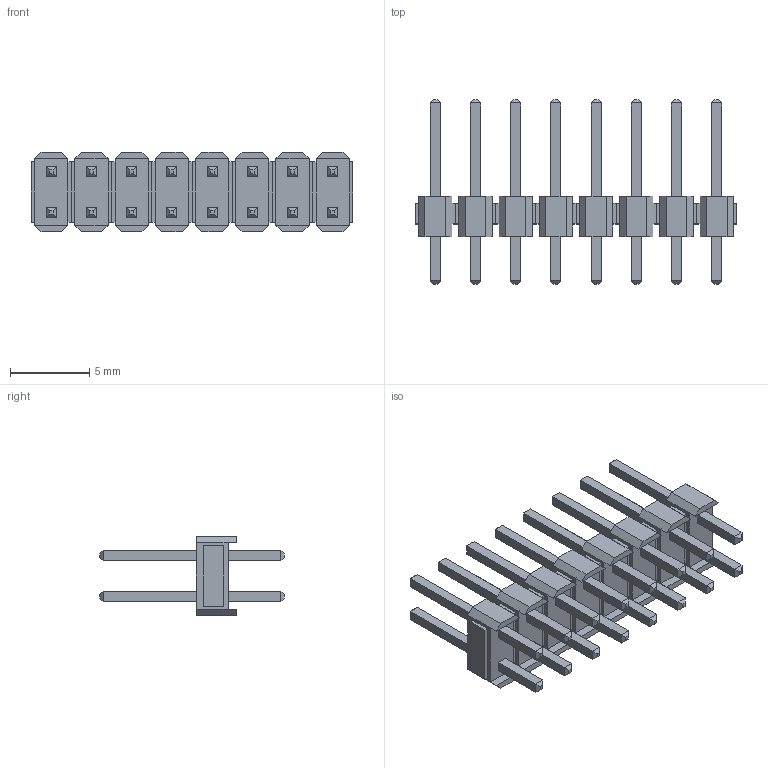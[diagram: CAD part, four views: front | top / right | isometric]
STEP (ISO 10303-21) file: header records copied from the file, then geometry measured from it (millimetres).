
FILE_DESCRIPTION (( 'STEP AP214' ), '1' );
FILE_NAME ('PLD-16.STEP', '2019-06-28T08:52:01', ( '' ), ( '' ), 'SwSTEP 2.0', 'SolidWorks 2018', '' );
FILE_SCHEMA (( 'AUTOMOTIVE_DESIGN' ));
Length unit declared in the file: millimetre
Products named in the file (1): PLD-16
Bounding box: 20.32 x 11.64 x 5 mm (x, y, z)
Volume: 248 mm3; surface area: 833.3 mm2
Topology: 8 solids, 8 shells, 480 faces, 1088 edges, 672 vertices
Faces by surface type: plane 480
Entity records: 18309 total; most frequent: CARTESIAN_POINT 2241, ORIENTED_EDGE 2176, DIRECTION 2050, EDGE_CURVE 1088, LINE 1088, VECTOR 1088, VERTEX_POINT 672, EDGE_LOOP 528
